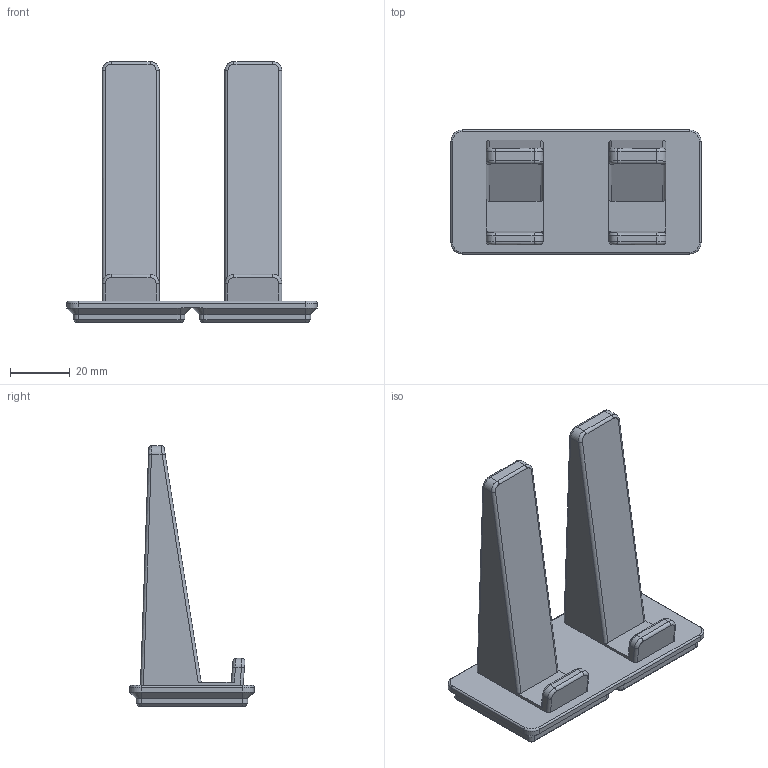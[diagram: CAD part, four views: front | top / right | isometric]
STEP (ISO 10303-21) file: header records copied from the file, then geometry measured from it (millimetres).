
FILE_DESCRIPTION(('FreeCAD Model'),'2;1');
FILE_NAME('Open CASCADE Shape Model','2023-05-15T21:49:41',(''),(''), 'Open CASCADE STEP processor 7.6','FreeCAD','Unknown');
FILE_SCHEMA(('AUTOMOTIVE_DESIGN { 1 0 10303 214 1 1 1 1 }'));
Length unit declared in the file: millimetre
Products named in the file (1): phone-holder
Bounding box: 83.5 x 41.5 x 87 mm (x, y, z)
Volume: 61134.4 mm3; surface area: 18632.1 mm2
Topology: 1 solids, 1 shells, 166 faces, 358 edges, 212 vertices
Faces by surface type: plane 66, cylinder 64, cone 16, bspline 16, torus 4
Full cylindrical faces by diameter (mm): 3 x8, 6 x8
Entity records: 10978 total; most frequent: CARTESIAN_POINT 4084, DIRECTION 1192, ORIENTED_EDGE 716, PCURVE 716, DEFINITIONAL_REPRESENTATION 716, LINE 612, VECTOR 612, EDGE_CURVE 358
